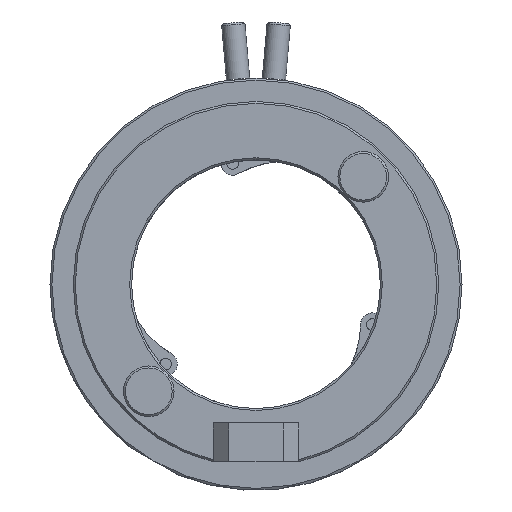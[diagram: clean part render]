
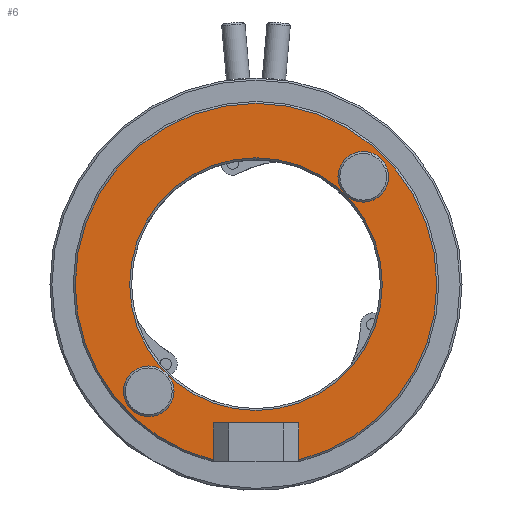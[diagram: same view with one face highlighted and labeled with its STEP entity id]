
A CAD part, top view. The second image highlights one B-rep face of the part: STEP entity #6.
In plain terms, the highlighted planar face has unit normal (0, 0, 1).
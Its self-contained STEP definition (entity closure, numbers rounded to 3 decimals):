
#6 = ADVANCED_FACE ( 'NONE', ( #1940, #5597, #3156, #833 ), #5940, .T. ) ;
#97 = DIRECTION ( 'NONE',  ( 1., 0., 0. ) ) ;
#98 = CARTESIAN_POINT ( 'NONE',  ( -46.5, 0., 23.5 ) ) ;
#103 = DIRECTION ( 'NONE',  ( 0., 0., -1. ) ) ;
#107 = CARTESIAN_POINT ( 'NONE',  ( 0., 0., 23.5 ) ) ;
#209 = CIRCLE ( 'NONE', #3838, 3. ) ;
#223 = VERTEX_POINT ( 'NONE', #5001 ) ;
#331 = DIRECTION ( 'NONE',  ( 1., 0., 0. ) ) ;
#361 = VERTEX_POINT ( 'NONE', #4962 ) ;
#471 = DIRECTION ( 'NONE',  ( 1., 0., 0. ) ) ;
#575 = VECTOR ( 'NONE', #5024, 1000. ) ;
#597 = ORIENTED_EDGE ( 'NONE', *, *, #1037, .T. ) ;
#702 = ORIENTED_EDGE ( 'NONE', *, *, #2976, .F. ) ;
#729 = LINE ( 'NONE', #1501, #575 ) ;
#777 = VERTEX_POINT ( 'NONE', #2021 ) ;
#805 = CARTESIAN_POINT ( 'NONE',  ( 46.5, 0., 23.5 ) ) ;
#833 = FACE_OUTER_BOUND ( 'NONE', #4138, .T. ) ;
#842 = CARTESIAN_POINT ( 'NONE',  ( 0., 0., 23.5 ) ) ;
#936 = EDGE_CURVE ( 'NONE', #5883, #4460, #4922, .T. ) ;
#969 = AXIS2_PLACEMENT_3D ( 'NONE', #107, #4490, #5367 ) ;
#980 = CARTESIAN_POINT ( 'NONE',  ( 11., -45.695, 23.5 ) ) ;
#1029 = AXIS2_PLACEMENT_3D ( 'NONE', #1423, #3701, #471 ) ;
#1031 = ORIENTED_EDGE ( 'NONE', *, *, #3470, .F. ) ;
#1037 = EDGE_CURVE ( 'NONE', #777, #5495, #5575, .T. ) ;
#1159 = VECTOR ( 'NONE', #3085, 1000. ) ;
#1216 = CIRCLE ( 'NONE', #1435, 3. ) ;
#1252 = AXIS2_PLACEMENT_3D ( 'NONE', #3730, #1512, #3816 ) ;
#1317 = DIRECTION ( 'NONE',  ( 1., 0., 0. ) ) ;
#1346 = DIRECTION ( 'NONE',  ( 0., 0., 1. ) ) ;
#1401 = ORIENTED_EDGE ( 'NONE', *, *, #5920, .T. ) ;
#1423 = CARTESIAN_POINT ( 'NONE',  ( 0., 0., 23.5 ) ) ;
#1428 = AXIS2_PLACEMENT_3D ( 'NONE', #2230, #2183, #5739 ) ;
#1435 = AXIS2_PLACEMENT_3D ( 'NONE', #2284, #1346, #331 ) ;
#1469 = DIRECTION ( 'NONE',  ( 0., 0., 1. ) ) ;
#1501 = CARTESIAN_POINT ( 'NONE',  ( -11., -35.695, 23.5 ) ) ;
#1512 = DIRECTION ( 'NONE',  ( 0., 0., 1. ) ) ;
#1669 = EDGE_CURVE ( 'NONE', #361, #1762, #5656, .T. ) ;
#1671 = EDGE_LOOP ( 'NONE', ( #2054, #702 ) ) ;
#1745 = CARTESIAN_POINT ( 'NONE',  ( 11., -45.18, 23.5 ) ) ;
#1756 = CARTESIAN_POINT ( 'NONE',  ( -11., -35.695, 23.5 ) ) ;
#1762 = VERTEX_POINT ( 'NONE', #2873 ) ;
#1803 = CIRCLE ( 'NONE', #2182, 32.5 ) ;
#1816 = ORIENTED_EDGE ( 'NONE', *, *, #936, .T. ) ;
#1850 = DIRECTION ( 'NONE',  ( 1., 0., 0. ) ) ;
#1940 = FACE_BOUND ( 'NONE', #5325, .T. ) ;
#2021 = CARTESIAN_POINT ( 'NONE',  ( -32.5, 0., 23.5 ) ) ;
#2054 = ORIENTED_EDGE ( 'NONE', *, *, #3729, .F. ) ;
#2125 = DIRECTION ( 'NONE',  ( 0., 0., 1. ) ) ;
#2182 = AXIS2_PLACEMENT_3D ( 'NONE', #4173, #4596, #5515 ) ;
#2183 = DIRECTION ( 'NONE',  ( 0., 0., 1. ) ) ;
#2216 = AXIS2_PLACEMENT_3D ( 'NONE', #3045, #2125, #97 ) ;
#2230 = CARTESIAN_POINT ( 'NONE',  ( 27.577, 27.577, 23.5 ) ) ;
#2247 = LINE ( 'NONE', #980, #1159 ) ;
#2259 = VERTEX_POINT ( 'NONE', #1756 ) ;
#2284 = CARTESIAN_POINT ( 'NONE',  ( -27.577, -27.577, 23.5 ) ) ;
#2369 = CARTESIAN_POINT ( 'NONE',  ( -11., -45.18, 23.5 ) ) ;
#2403 = EDGE_CURVE ( 'NONE', #4460, #5627, #5564, .T. ) ;
#2478 = VERTEX_POINT ( 'NONE', #4638 ) ;
#2611 = ORIENTED_EDGE ( 'NONE', *, *, #1669, .F. ) ;
#2697 = EDGE_CURVE ( 'NONE', #2259, #5133, #729, .T. ) ;
#2776 = ORIENTED_EDGE ( 'NONE', *, *, #3608, .T. ) ;
#2873 = CARTESIAN_POINT ( 'NONE',  ( 24.577, 27.577, 23.5 ) ) ;
#2888 = CARTESIAN_POINT ( 'NONE',  ( 0., 0., 23.5 ) ) ;
#2976 = EDGE_CURVE ( 'NONE', #3712, #2478, #5108, .T. ) ;
#3045 = CARTESIAN_POINT ( 'NONE',  ( -27.577, -27.577, 23.5 ) ) ;
#3057 = EDGE_CURVE ( 'NONE', #5883, #223, #2247, .T. ) ;
#3085 = DIRECTION ( 'NONE',  ( 0., 1., 0. ) ) ;
#3156 = FACE_BOUND ( 'NONE', #5362, .T. ) ;
#3163 = ORIENTED_EDGE ( 'NONE', *, *, #3057, .F. ) ;
#3272 = CARTESIAN_POINT ( 'NONE',  ( 32.5, 0., 23.5 ) ) ;
#3355 = DIRECTION ( 'NONE',  ( 1., 0., 0. ) ) ;
#3470 = EDGE_CURVE ( 'NONE', #1762, #361, #209, .T. ) ;
#3608 = EDGE_CURVE ( 'NONE', #5495, #777, #1803, .T. ) ;
#3701 = DIRECTION ( 'NONE',  ( 0., 0., 1. ) ) ;
#3712 = VERTEX_POINT ( 'NONE', #5640 ) ;
#3729 = EDGE_CURVE ( 'NONE', #2478, #3712, #1216, .T. ) ;
#3730 = CARTESIAN_POINT ( 'NONE',  ( 0., 0., 23.5 ) ) ;
#3816 = DIRECTION ( 'NONE',  ( 1., 0., 0. ) ) ;
#3838 = AXIS2_PLACEMENT_3D ( 'NONE', #5588, #1469, #1850 ) ;
#4077 = DIRECTION ( 'NONE',  ( 0., 0., 1. ) ) ;
#4138 = EDGE_LOOP ( 'NONE', ( #3163, #1816, #4617, #1401, #5693, #5585 ) ) ;
#4163 = LINE ( 'NONE', #5525, #5105 ) ;
#4173 = CARTESIAN_POINT ( 'NONE',  ( 0., 0., 23.5 ) ) ;
#4336 = CIRCLE ( 'NONE', #5324, 46.5 ) ;
#4358 = AXIS2_PLACEMENT_3D ( 'NONE', #2888, #103, #3355 ) ;
#4460 = VERTEX_POINT ( 'NONE', #805 ) ;
#4490 = DIRECTION ( 'NONE',  ( 0., 0., 1. ) ) ;
#4596 = DIRECTION ( 'NONE',  ( 0., 0., -1. ) ) ;
#4617 = ORIENTED_EDGE ( 'NONE', *, *, #2403, .T. ) ;
#4638 = CARTESIAN_POINT ( 'NONE',  ( -24.577, -27.577, 23.5 ) ) ;
#4922 = CIRCLE ( 'NONE', #1252, 46.5 ) ;
#4962 = CARTESIAN_POINT ( 'NONE',  ( 30.577, 27.577, 23.5 ) ) ;
#5001 = CARTESIAN_POINT ( 'NONE',  ( 11., -35.695, 23.5 ) ) ;
#5024 = DIRECTION ( 'NONE',  ( 0., -1., 0. ) ) ;
#5089 = DIRECTION ( 'NONE',  ( -1., 0., 0. ) ) ;
#5105 = VECTOR ( 'NONE', #5089, 1000. ) ;
#5108 = CIRCLE ( 'NONE', #2216, 3. ) ;
#5133 = VERTEX_POINT ( 'NONE', #2369 ) ;
#5159 = EDGE_CURVE ( 'NONE', #223, #2259, #4163, .T. ) ;
#5324 = AXIS2_PLACEMENT_3D ( 'NONE', #842, #4077, #1317 ) ;
#5325 = EDGE_LOOP ( 'NONE', ( #2776, #597 ) ) ;
#5362 = EDGE_LOOP ( 'NONE', ( #2611, #1031 ) ) ;
#5367 = DIRECTION ( 'NONE',  ( 1., 0., 0. ) ) ;
#5495 = VERTEX_POINT ( 'NONE', #3272 ) ;
#5515 = DIRECTION ( 'NONE',  ( 1., 0., 0. ) ) ;
#5525 = CARTESIAN_POINT ( 'NONE',  ( 11., -35.695, 23.5 ) ) ;
#5564 = CIRCLE ( 'NONE', #969, 46.5 ) ;
#5575 = CIRCLE ( 'NONE', #4358, 32.5 ) ;
#5585 = ORIENTED_EDGE ( 'NONE', *, *, #5159, .F. ) ;
#5588 = CARTESIAN_POINT ( 'NONE',  ( 27.577, 27.577, 23.5 ) ) ;
#5597 = FACE_BOUND ( 'NONE', #1671, .T. ) ;
#5627 = VERTEX_POINT ( 'NONE', #98 ) ;
#5640 = CARTESIAN_POINT ( 'NONE',  ( -30.577, -27.577, 23.5 ) ) ;
#5656 = CIRCLE ( 'NONE', #1428, 3. ) ;
#5693 = ORIENTED_EDGE ( 'NONE', *, *, #2697, .F. ) ;
#5739 = DIRECTION ( 'NONE',  ( 1., 0., 0. ) ) ;
#5883 = VERTEX_POINT ( 'NONE', #1745 ) ;
#5920 = EDGE_CURVE ( 'NONE', #5627, #5133, #4336, .T. ) ;
#5940 = PLANE ( 'NONE',  #1029 ) ;
